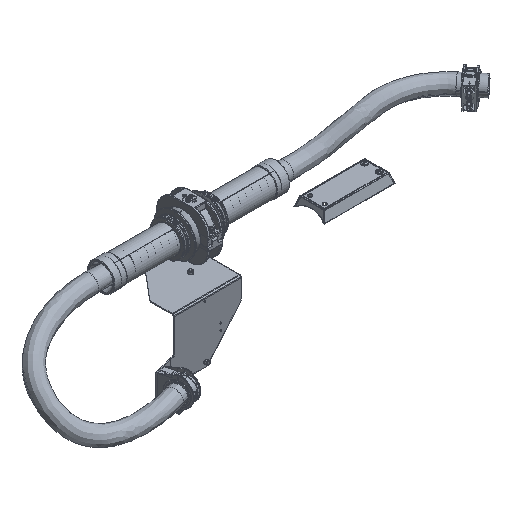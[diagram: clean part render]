
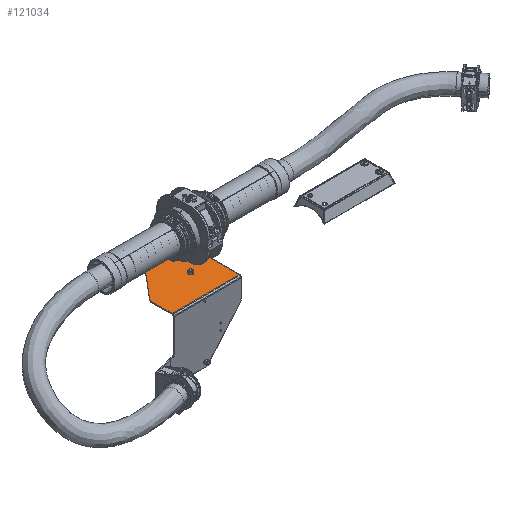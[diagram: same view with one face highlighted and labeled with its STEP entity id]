
A CAD part, isometric view. The second image highlights one B-rep face of the part: STEP entity #121034.
In plain terms, the highlighted planar face has unit normal (0, 0, 1).
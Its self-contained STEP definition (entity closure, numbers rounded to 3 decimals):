
#815 = VERTEX_POINT ( 'NONE', #52132 ) ;
#4421 = EDGE_CURVE ( 'NONE', #80422, #68351, #78741, .T. ) ;
#5185 = VERTEX_POINT ( 'NONE', #54674 ) ;
#5479 = AXIS2_PLACEMENT_3D ( 'NONE', #152831, #107291, #124472 ) ;
#5778 = AXIS2_PLACEMENT_3D ( 'NONE', #70433, #56274, #163477 ) ;
#6223 = ORIENTED_EDGE ( 'NONE', *, *, #88888, .T. ) ;
#6401 = DIRECTION ( 'NONE',  ( 1., 0., 0. ) ) ;
#7417 = CARTESIAN_POINT ( 'NONE',  ( 583.321, 15., 2016. ) ) ;
#10408 = DIRECTION ( 'NONE',  ( 0., 0., 1. ) ) ;
#12381 = EDGE_CURVE ( 'NONE', #180575, #188093, #169836, .T. ) ;
#14911 = DIRECTION ( 'NONE',  ( 0., 0., 1. ) ) ;
#17204 = DIRECTION ( 'NONE',  ( -1., 0., 0. ) ) ;
#18437 = FACE_OUTER_BOUND ( 'NONE', #120981, .T. ) ;
#19015 = ORIENTED_EDGE ( 'NONE', *, *, #12381, .F. ) ;
#19427 = FACE_BOUND ( 'NONE', #98670, .T. ) ;
#19866 = EDGE_CURVE ( 'NONE', #102033, #175484, #45491, .T. ) ;
#20601 = CARTESIAN_POINT ( 'NONE',  ( 583.321, 15., 2016. ) ) ;
#25906 = EDGE_CURVE ( 'NONE', #815, #91034, #82240, .T. ) ;
#26077 = EDGE_CURVE ( 'NONE', #172709, #34566, #71781, .T. ) ;
#27693 = DIRECTION ( 'NONE',  ( 0., 0., 1. ) ) ;
#33288 = ORIENTED_EDGE ( 'NONE', *, *, #98894, .T. ) ;
#34566 = VERTEX_POINT ( 'NONE', #163232 ) ;
#34662 = VECTOR ( 'NONE', #174377, 1000. ) ;
#35369 = CARTESIAN_POINT ( 'NONE',  ( 579.071, 15., 2016. ) ) ;
#35774 = CARTESIAN_POINT ( 'NONE',  ( 606.321, -139., 2016. ) ) ;
#38006 = CIRCLE ( 'NONE', #5778, 4.25 ) ;
#38652 = ORIENTED_EDGE ( 'NONE', *, *, #4421, .F. ) ;
#39317 = EDGE_CURVE ( 'NONE', #149858, #62935, #38006, .T. ) ;
#40744 = DIRECTION ( 'NONE',  ( 0., 0., 1. ) ) ;
#41036 = CARTESIAN_POINT ( 'NONE',  ( 529.071, 54., 2016. ) ) ;
#45491 = LINE ( 'NONE', #169845, #138916 ) ;
#46648 = CIRCLE ( 'NONE', #159695, 4.25 ) ;
#48589 = VECTOR ( 'NONE', #146706, 1000. ) ;
#50031 = CARTESIAN_POINT ( 'NONE',  ( 399.83, -59.818, 2016. ) ) ;
#50334 = CARTESIAN_POINT ( 'NONE',  ( 606.321, 109., 2016. ) ) ;
#51048 = AXIS2_PLACEMENT_3D ( 'NONE', #193566, #27693, #151037 ) ;
#51748 = FACE_BOUND ( 'NONE', #61922, .T. ) ;
#52132 = CARTESIAN_POINT ( 'NONE',  ( 606.321, -133., 2016. ) ) ;
#52810 = DIRECTION ( 'NONE',  ( -0.643, -0.766, 0. ) ) ;
#53695 = CARTESIAN_POINT ( 'NONE',  ( 386.321, 109., 2016. ) ) ;
#54674 = CARTESIAN_POINT ( 'NONE',  ( 506.321, 72.552, 2016. ) ) ;
#56274 = DIRECTION ( 'NONE',  ( 0., 0., 1. ) ) ;
#59038 = CARTESIAN_POINT ( 'NONE',  ( 506.321, 109., 2016. ) ) ;
#61922 = EDGE_LOOP ( 'NONE', ( #161089, #38652 ) ) ;
#62935 = VERTEX_POINT ( 'NONE', #94612 ) ;
#63770 = VECTOR ( 'NONE', #52810, 1000. ) ;
#68281 = EDGE_CURVE ( 'NONE', #164485, #91034, #130514, .T. ) ;
#68351 = VERTEX_POINT ( 'NONE', #117333 ) ;
#70433 = CARTESIAN_POINT ( 'NONE',  ( 533.321, -54., 2016. ) ) ;
#70691 = ORIENTED_EDGE ( 'NONE', *, *, #25906, .T. ) ;
#71581 = ORIENTED_EDGE ( 'NONE', *, *, #153203, .F. ) ;
#71781 = CIRCLE ( 'NONE', #171974, 4.25 ) ;
#78075 = FACE_BOUND ( 'NONE', #195232, .T. ) ;
#78334 = ORIENTED_EDGE ( 'NONE', *, *, #173463, .F. ) ;
#78741 = CIRCLE ( 'NONE', #94746, 4.25 ) ;
#79455 = AXIS2_PLACEMENT_3D ( 'NONE', #104903, #14911, #197963 ) ;
#80306 = CARTESIAN_POINT ( 'NONE',  ( 537.571, 54., 2016. ) ) ;
#80422 = VERTEX_POINT ( 'NONE', #120237 ) ;
#82240 = LINE ( 'NONE', #35774, #171848 ) ;
#83143 = LINE ( 'NONE', #148825, #63770 ) ;
#83267 = DIRECTION ( 'NONE',  ( 0., 0., 1. ) ) ;
#87897 = EDGE_CURVE ( 'NONE', #5185, #101433, #179868, .T. ) ;
#88287 = CARTESIAN_POINT ( 'NONE',  ( 396.321, -133., 2016. ) ) ;
#88888 = EDGE_CURVE ( 'NONE', #164485, #5185, #130856, .T. ) ;
#91034 = VERTEX_POINT ( 'NONE', #50334 ) ;
#94612 = CARTESIAN_POINT ( 'NONE',  ( 529.071, -54., 2016. ) ) ;
#94746 = AXIS2_PLACEMENT_3D ( 'NONE', #159319, #175488, #187686 ) ;
#96235 = CIRCLE ( 'NONE', #51048, 4.25 ) ;
#97241 = PLANE ( 'NONE',  #108881 ) ;
#98670 = EDGE_LOOP ( 'NONE', ( #184180, #78334 ) ) ;
#98894 = EDGE_CURVE ( 'NONE', #159770, #175484, #119858, .T. ) ;
#100385 = ORIENTED_EDGE ( 'NONE', *, *, #19866, .F. ) ;
#101433 = VERTEX_POINT ( 'NONE', #164281 ) ;
#102033 = VERTEX_POINT ( 'NONE', #88287 ) ;
#104903 = CARTESIAN_POINT ( 'NONE',  ( 533.321, 54., 2016. ) ) ;
#107291 = DIRECTION ( 'NONE',  ( 0., 0., -1. ) ) ;
#108881 = AXIS2_PLACEMENT_3D ( 'NONE', #112413, #158935, #113397 ) ;
#109176 = CARTESIAN_POINT ( 'NONE',  ( 386.321, -133., 2016. ) ) ;
#111244 = ORIENTED_EDGE ( 'NONE', *, *, #26077, .F. ) ;
#112413 = CARTESIAN_POINT ( 'NONE',  ( 386.321, -139., 2016. ) ) ;
#113397 = DIRECTION ( 'NONE',  ( -1., 0., 0. ) ) ;
#117333 = CARTESIAN_POINT ( 'NONE',  ( 587.571, -15., 2016. ) ) ;
#117341 = DIRECTION ( 'NONE',  ( 1., 0., 0. ) ) ;
#119858 = CIRCLE ( 'NONE', #145745, 15. ) ;
#120237 = CARTESIAN_POINT ( 'NONE',  ( 579.071, -15., 2016. ) ) ;
#120981 = EDGE_LOOP ( 'NONE', ( #150371, #33288, #100385, #141408, #70691, #165518, #6223, #182387 ) ) ;
#121034 = ADVANCED_FACE ( 'NONE', ( #189298, #19427, #78075, #51748, #18437 ), #97241, .F. ) ;
#124472 = DIRECTION ( 'NONE',  ( -1., 0., 0. ) ) ;
#124744 = CARTESIAN_POINT ( 'NONE',  ( 396.321, -69.46, 2016. ) ) ;
#125337 = DIRECTION ( 'NONE',  ( 1., 0., 0. ) ) ;
#129844 = CARTESIAN_POINT ( 'NONE',  ( 506.321, -139., 2016. ) ) ;
#130514 = LINE ( 'NONE', #53695, #48589 ) ;
#130856 = LINE ( 'NONE', #129844, #34662 ) ;
#133707 = CARTESIAN_POINT ( 'NONE',  ( 533.321, 54., 2016. ) ) ;
#134639 = AXIS2_PLACEMENT_3D ( 'NONE', #20601, #83267, #172308 ) ;
#135579 = AXIS2_PLACEMENT_3D ( 'NONE', #147718, #161897, #117341 ) ;
#136469 = DIRECTION ( 'NONE',  ( 0., 1., 0. ) ) ;
#138916 = VECTOR ( 'NONE', #136469, 1000. ) ;
#139547 = DIRECTION ( 'NONE',  ( 0., 0., 1. ) ) ;
#140544 = LINE ( 'NONE', #109176, #156330 ) ;
#141408 = ORIENTED_EDGE ( 'NONE', *, *, #155709, .T. ) ;
#145745 = AXIS2_PLACEMENT_3D ( 'NONE', #172912, #139547, #17204 ) ;
#146706 = DIRECTION ( 'NONE',  ( 1., 0., 0. ) ) ;
#147718 = CARTESIAN_POINT ( 'NONE',  ( 583.321, -15., 2016. ) ) ;
#148825 = CARTESIAN_POINT ( 'NONE',  ( 355.259, -112.936, 2016. ) ) ;
#149234 = ORIENTED_EDGE ( 'NONE', *, *, #168636, .F. ) ;
#149858 = VERTEX_POINT ( 'NONE', #180385 ) ;
#150371 = ORIENTED_EDGE ( 'NONE', *, *, #161486, .T. ) ;
#151037 = DIRECTION ( 'NONE',  ( 1., 0., 0. ) ) ;
#152831 = CARTESIAN_POINT ( 'NONE',  ( 491.321, 72.552, 2016. ) ) ;
#153203 = EDGE_CURVE ( 'NONE', #188093, #180575, #46648, .T. ) ;
#155709 = EDGE_CURVE ( 'NONE', #102033, #815, #140544, .T. ) ;
#156330 = VECTOR ( 'NONE', #125337, 1000. ) ;
#158935 = DIRECTION ( 'NONE',  ( 0., 0., -1. ) ) ;
#159319 = CARTESIAN_POINT ( 'NONE',  ( 583.321, -15., 2016. ) ) ;
#159695 = AXIS2_PLACEMENT_3D ( 'NONE', #133707, #40744, #193419 ) ;
#159770 = VERTEX_POINT ( 'NONE', #50031 ) ;
#161089 = ORIENTED_EDGE ( 'NONE', *, *, #179407, .F. ) ;
#161486 = EDGE_CURVE ( 'NONE', #101433, #159770, #83143, .T. ) ;
#161897 = DIRECTION ( 'NONE',  ( 0., 0., 1. ) ) ;
#163232 = CARTESIAN_POINT ( 'NONE',  ( 587.571, 15., 2016. ) ) ;
#163477 = DIRECTION ( 'NONE',  ( 1., 0., 0. ) ) ;
#164281 = CARTESIAN_POINT ( 'NONE',  ( 502.812, 62.911, 2016. ) ) ;
#164485 = VERTEX_POINT ( 'NONE', #59038 ) ;
#165518 = ORIENTED_EDGE ( 'NONE', *, *, #68281, .F. ) ;
#168636 = EDGE_CURVE ( 'NONE', #34566, #172709, #183021, .T. ) ;
#169836 = CIRCLE ( 'NONE', #79455, 4.25 ) ;
#169845 = CARTESIAN_POINT ( 'NONE',  ( 396.321, 109., 2016. ) ) ;
#171127 = CIRCLE ( 'NONE', #135579, 4.25 ) ;
#171848 = VECTOR ( 'NONE', #189457, 1000. ) ;
#171974 = AXIS2_PLACEMENT_3D ( 'NONE', #7417, #10408, #6401 ) ;
#172308 = DIRECTION ( 'NONE',  ( 1., 0., 0. ) ) ;
#172709 = VERTEX_POINT ( 'NONE', #35369 ) ;
#172912 = CARTESIAN_POINT ( 'NONE',  ( 411.321, -69.46, 2016. ) ) ;
#173463 = EDGE_CURVE ( 'NONE', #62935, #149858, #96235, .T. ) ;
#174377 = DIRECTION ( 'NONE',  ( 0., -1., 0. ) ) ;
#175484 = VERTEX_POINT ( 'NONE', #124744 ) ;
#175488 = DIRECTION ( 'NONE',  ( 0., 0., 1. ) ) ;
#179407 = EDGE_CURVE ( 'NONE', #68351, #80422, #171127, .T. ) ;
#179868 = CIRCLE ( 'NONE', #5479, 15. ) ;
#180385 = CARTESIAN_POINT ( 'NONE',  ( 537.571, -54., 2016. ) ) ;
#180575 = VERTEX_POINT ( 'NONE', #41036 ) ;
#182387 = ORIENTED_EDGE ( 'NONE', *, *, #87897, .T. ) ;
#183021 = CIRCLE ( 'NONE', #134639, 4.25 ) ;
#184180 = ORIENTED_EDGE ( 'NONE', *, *, #39317, .F. ) ;
#187686 = DIRECTION ( 'NONE',  ( 1., 0., 0. ) ) ;
#188093 = VERTEX_POINT ( 'NONE', #80306 ) ;
#189298 = FACE_BOUND ( 'NONE', #190459, .T. ) ;
#189457 = DIRECTION ( 'NONE',  ( 0., 1., 0. ) ) ;
#190459 = EDGE_LOOP ( 'NONE', ( #71581, #19015 ) ) ;
#193419 = DIRECTION ( 'NONE',  ( 1., 0., 0. ) ) ;
#193566 = CARTESIAN_POINT ( 'NONE',  ( 533.321, -54., 2016. ) ) ;
#195232 = EDGE_LOOP ( 'NONE', ( #149234, #111244 ) ) ;
#197963 = DIRECTION ( 'NONE',  ( 1., 0., 0. ) ) ;
